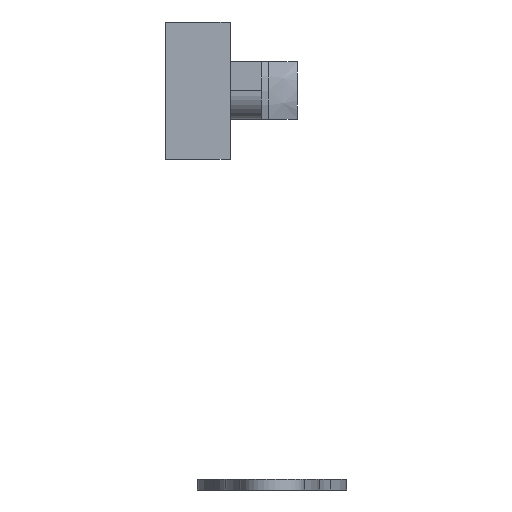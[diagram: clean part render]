
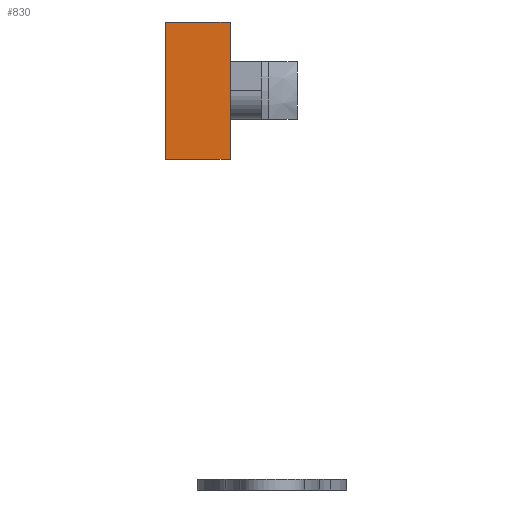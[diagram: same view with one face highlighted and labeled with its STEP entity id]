
A CAD part, left-side view. The second image highlights one B-rep face of the part: STEP entity #830.
In plain terms, the highlighted planar face has unit normal (-1, 0, 0).
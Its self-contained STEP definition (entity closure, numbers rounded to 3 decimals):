
#50 = EDGE_LOOP ( 'NONE', ( #592, #605, #1255, #927 ) ) ;
#89 = VERTEX_POINT ( 'NONE', #339 ) ;
#99 = CARTESIAN_POINT ( 'NONE',  ( -9.5, 9., -19. ) ) ;
#140 = CARTESIAN_POINT ( 'NONE',  ( -9.5, 9., -19. ) ) ;
#182 = VECTOR ( 'NONE', #1505, 1000. ) ;
#190 = CARTESIAN_POINT ( 'NONE',  ( -9.5, 0., -19. ) ) ;
#233 = EDGE_CURVE ( 'NONE', #1487, #1200, #974, .T. ) ;
#257 = DIRECTION ( 'NONE',  ( 0., 0., 1. ) ) ;
#313 = CARTESIAN_POINT ( 'NONE',  ( -9.5, 0., -19. ) ) ;
#339 = CARTESIAN_POINT ( 'NONE',  ( -9.5, 9., 0. ) ) ;
#399 = AXIS2_PLACEMENT_3D ( 'NONE', #907, #531, #1390 ) ;
#480 = EDGE_CURVE ( 'NONE', #1200, #1171, #1459, .T. ) ;
#493 = VECTOR ( 'NONE', #257, 1000. ) ;
#527 = EDGE_CURVE ( 'NONE', #89, #1171, #1193, .T. ) ;
#531 = DIRECTION ( 'NONE',  ( -1., 0., 0. ) ) ;
#534 = EDGE_CURVE ( 'NONE', #1487, #89, #1473, .T. ) ;
#579 = DIRECTION ( 'NONE',  ( 0., 0., 1. ) ) ;
#592 = ORIENTED_EDGE ( 'NONE', *, *, #527, .F. ) ;
#605 = ORIENTED_EDGE ( 'NONE', *, *, #534, .F. ) ;
#632 = VECTOR ( 'NONE', #1225, 1000. ) ;
#661 = CARTESIAN_POINT ( 'NONE',  ( -9.5, 0., -19. ) ) ;
#813 = VECTOR ( 'NONE', #579, 1000. ) ;
#830 = ADVANCED_FACE ( 'NONE', ( #1304 ), #1259, .T. ) ;
#907 = CARTESIAN_POINT ( 'NONE',  ( -9.5, 0., -19. ) ) ;
#927 = ORIENTED_EDGE ( 'NONE', *, *, #480, .T. ) ;
#974 = LINE ( 'NONE', #661, #632 ) ;
#1171 = VERTEX_POINT ( 'NONE', #1566 ) ;
#1193 = LINE ( 'NONE', #1387, #182 ) ;
#1200 = VERTEX_POINT ( 'NONE', #190 ) ;
#1225 = DIRECTION ( 'NONE',  ( 0., -1., 0. ) ) ;
#1255 = ORIENTED_EDGE ( 'NONE', *, *, #233, .T. ) ;
#1259 = PLANE ( 'NONE',  #399 ) ;
#1304 = FACE_OUTER_BOUND ( 'NONE', #50, .T. ) ;
#1387 = CARTESIAN_POINT ( 'NONE',  ( -9.5, 0., 0. ) ) ;
#1390 = DIRECTION ( 'NONE',  ( 0., 0., 1. ) ) ;
#1459 = LINE ( 'NONE', #313, #813 ) ;
#1473 = LINE ( 'NONE', #140, #493 ) ;
#1487 = VERTEX_POINT ( 'NONE', #99 ) ;
#1505 = DIRECTION ( 'NONE',  ( 0., -1., 0. ) ) ;
#1566 = CARTESIAN_POINT ( 'NONE',  ( -9.5, 0., 0. ) ) ;
